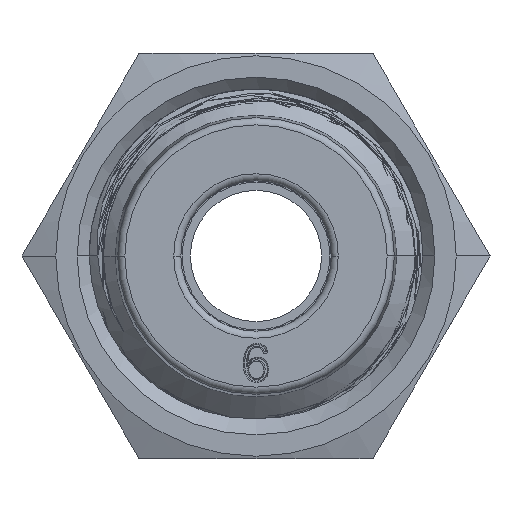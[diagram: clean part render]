
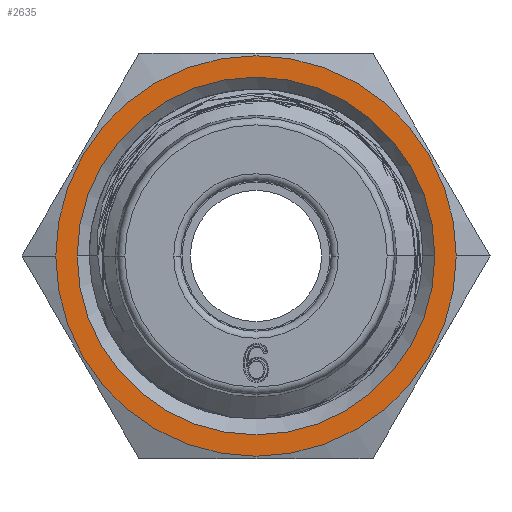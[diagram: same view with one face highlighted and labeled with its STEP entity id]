
A CAD part, front view. The second image highlights one B-rep face of the part: STEP entity #2635.
In plain terms, the highlighted planar face has unit normal (0, -1, 0).
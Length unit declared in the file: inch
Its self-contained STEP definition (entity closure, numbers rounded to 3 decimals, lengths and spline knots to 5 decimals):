
#708 = CARTESIAN_POINT ( 'NONE',  ( 0.19321, -0.38395, 0.33465 ) ) ;
#938 = EDGE_CURVE ( 'NONE', #12625, #3460, #5049, .T. ) ;
#1062 = AXIS2_PLACEMENT_3D ( 'NONE', #13310, #6158, #7162 ) ;
#1298 = AXIS2_PLACEMENT_3D ( 'NONE', #8721, #11119, #12150 ) ;
#1897 = DIRECTION ( 'NONE',  ( 0., 1., 0. ) ) ;
#2041 = ORIENTED_EDGE ( 'NONE', *, *, #7379, .T. ) ;
#2622 = ORIENTED_EDGE ( 'NONE', *, *, #10314, .F. ) ;
#2635 = ADVANCED_FACE ( 'NONE', ( #15294, #9686 ), #9020, .F. ) ;
#2680 = CARTESIAN_POINT ( 'NONE',  ( -0.29528, -0.38395, 0. ) ) ;
#2914 = VERTEX_POINT ( 'NONE', #5820 ) ;
#3460 = VERTEX_POINT ( 'NONE', #2680 ) ;
#3788 = AXIS2_PLACEMENT_3D ( 'NONE', #4266, #8996, #9142 ) ;
#4266 = CARTESIAN_POINT ( 'NONE',  ( 0., -0.38395, 0. ) ) ;
#4376 = CARTESIAN_POINT ( 'NONE',  ( 0., -0.38395, 0. ) ) ;
#5049 = CIRCLE ( 'NONE', #1062, 0.29528 ) ;
#5820 = CARTESIAN_POINT ( 'NONE',  ( -0.33071, -0.38395, 0. ) ) ;
#6158 = DIRECTION ( 'NONE',  ( 0., 1., 0. ) ) ;
#6478 = CIRCLE ( 'NONE', #3788, 0.33071 ) ;
#7162 = DIRECTION ( 'NONE',  ( -1., 0., 0. ) ) ;
#7374 = AXIS2_PLACEMENT_3D ( 'NONE', #4376, #11819, #12914 ) ;
#7379 = EDGE_CURVE ( 'NONE', #3460, #12625, #10619, .T. ) ;
#7421 = CIRCLE ( 'NONE', #1298, 0.33071 ) ;
#7584 = CARTESIAN_POINT ( 'NONE',  ( 0.33071, -0.38395, 0. ) ) ;
#7807 = EDGE_LOOP ( 'NONE', ( #9095, #2041 ) ) ;
#8721 = CARTESIAN_POINT ( 'NONE',  ( 0., -0.38395, 0. ) ) ;
#8817 = EDGE_CURVE ( 'NONE', #2914, #14473, #7421, .T. ) ;
#8912 = ORIENTED_EDGE ( 'NONE', *, *, #8817, .F. ) ;
#8996 = DIRECTION ( 'NONE',  ( 0., 1., 0. ) ) ;
#9020 = PLANE ( 'NONE',  #11937 ) ;
#9095 = ORIENTED_EDGE ( 'NONE', *, *, #938, .T. ) ;
#9142 = DIRECTION ( 'NONE',  ( -1., 0., 0. ) ) ;
#9618 = EDGE_LOOP ( 'NONE', ( #8912, #2622 ) ) ;
#9686 = FACE_OUTER_BOUND ( 'NONE', #9618, .T. ) ;
#10314 = EDGE_CURVE ( 'NONE', #14473, #2914, #6478, .T. ) ;
#10619 = CIRCLE ( 'NONE', #7374, 0.29528 ) ;
#11119 = DIRECTION ( 'NONE',  ( 0., 1., 0. ) ) ;
#11475 = DIRECTION ( 'NONE',  ( 0., 0., -1. ) ) ;
#11819 = DIRECTION ( 'NONE',  ( 0., 1., 0. ) ) ;
#11937 = AXIS2_PLACEMENT_3D ( 'NONE', #708, #1897, #11475 ) ;
#12150 = DIRECTION ( 'NONE',  ( -1., 0., 0. ) ) ;
#12625 = VERTEX_POINT ( 'NONE', #14464 ) ;
#12914 = DIRECTION ( 'NONE',  ( -1., 0., 0. ) ) ;
#13310 = CARTESIAN_POINT ( 'NONE',  ( 0., -0.38395, 0. ) ) ;
#14464 = CARTESIAN_POINT ( 'NONE',  ( 0.29528, -0.38395, 0. ) ) ;
#14473 = VERTEX_POINT ( 'NONE', #7584 ) ;
#15294 = FACE_BOUND ( 'NONE', #7807, .T. ) ;
